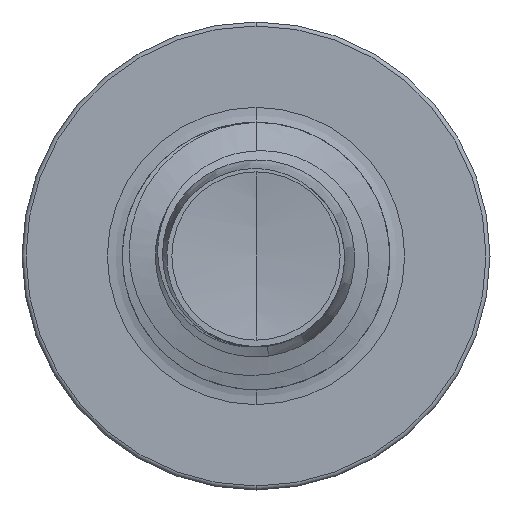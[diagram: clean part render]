
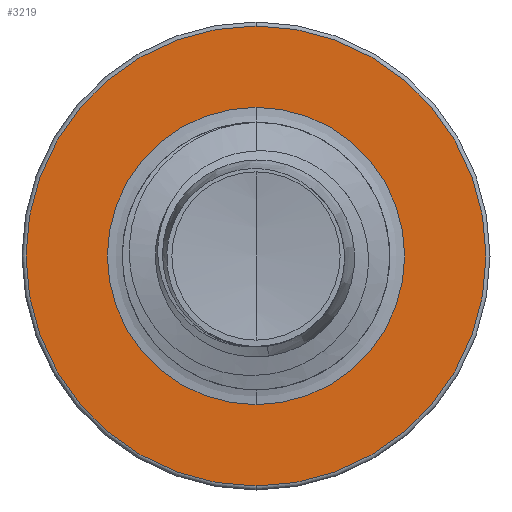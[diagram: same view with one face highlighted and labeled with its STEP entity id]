
A CAD part, front view. The second image highlights one B-rep face of the part: STEP entity #3219.
In plain terms, the highlighted planar face has unit normal (0, -1, 0).
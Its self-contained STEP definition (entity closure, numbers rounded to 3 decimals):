
#868 = CARTESIAN_POINT ( 'NONE',  ( 0., 4.5, -1.72 ) ) ;
#1144 = ORIENTED_EDGE ( 'NONE', *, *, #16714, .F. ) ;
#1200 = DIRECTION ( 'NONE',  ( 0., 1., 0. ) ) ;
#1482 = AXIS2_PLACEMENT_3D ( 'NONE', #15741, #7778, #17008 ) ;
#1594 = ORIENTED_EDGE ( 'NONE', *, *, #14627, .T. ) ;
#2320 = AXIS2_PLACEMENT_3D ( 'NONE', #10620, #1200, #11962 ) ;
#2777 = VERTEX_POINT ( 'NONE', #9578 ) ;
#2797 = CARTESIAN_POINT ( 'NONE',  ( 0., 4.5, 1.112 ) ) ;
#3127 = FACE_BOUND ( 'NONE', #6937, .T. ) ;
#3219 = ADVANCED_FACE ( 'NONE', ( #14686, #3127 ), #8825, .F. ) ;
#3636 = ORIENTED_EDGE ( 'NONE', *, *, #13886, .F. ) ;
#4004 = DIRECTION ( 'NONE',  ( 0., 1., 0. ) ) ;
#4968 = AXIS2_PLACEMENT_3D ( 'NONE', #5970, #15611, #7597 ) ;
#5454 = AXIS2_PLACEMENT_3D ( 'NONE', #12830, #4004, #14127 ) ;
#5948 = CARTESIAN_POINT ( 'NONE',  ( 0., 4.5, 1.72 ) ) ;
#5970 = CARTESIAN_POINT ( 'NONE',  ( 0., 4.5, 0. ) ) ;
#6937 = EDGE_LOOP ( 'NONE', ( #8467, #1594 ) ) ;
#7136 = CIRCLE ( 'NONE', #4968, 1.112 ) ;
#7581 = VERTEX_POINT ( 'NONE', #868 ) ;
#7597 = DIRECTION ( 'NONE',  ( 0., 0., 1. ) ) ;
#7778 = DIRECTION ( 'NONE',  ( 0., 1., 0. ) ) ;
#8169 = VERTEX_POINT ( 'NONE', #5948 ) ;
#8304 = EDGE_LOOP ( 'NONE', ( #3636, #1144 ) ) ;
#8467 = ORIENTED_EDGE ( 'NONE', *, *, #16665, .T. ) ;
#8801 = DIRECTION ( 'NONE',  ( 0., 0., 1. ) ) ;
#8825 = PLANE ( 'NONE',  #11839 ) ;
#8920 = CARTESIAN_POINT ( 'NONE',  ( 0., 4.5, -1.112 ) ) ;
#8945 = DIRECTION ( 'NONE',  ( 0., 1., 0. ) ) ;
#9578 = CARTESIAN_POINT ( 'NONE',  ( 0., 4.5, -1.112 ) ) ;
#10584 = CIRCLE ( 'NONE', #1482, 1.72 ) ;
#10620 = CARTESIAN_POINT ( 'NONE',  ( 0., 4.5, 0. ) ) ;
#11839 = AXIS2_PLACEMENT_3D ( 'NONE', #8920, #8945, #8801 ) ;
#11962 = DIRECTION ( 'NONE',  ( 0., 0., 1. ) ) ;
#12830 = CARTESIAN_POINT ( 'NONE',  ( 0., 4.5, 0. ) ) ;
#13053 = CIRCLE ( 'NONE', #5454, 1.72 ) ;
#13886 = EDGE_CURVE ( 'NONE', #8169, #7581, #13053, .T. ) ;
#14127 = DIRECTION ( 'NONE',  ( 0., 0., 1. ) ) ;
#14627 = EDGE_CURVE ( 'NONE', #2777, #14884, #7136, .T. ) ;
#14686 = FACE_OUTER_BOUND ( 'NONE', #8304, .T. ) ;
#14884 = VERTEX_POINT ( 'NONE', #2797 ) ;
#15611 = DIRECTION ( 'NONE',  ( 0., 1., 0. ) ) ;
#15741 = CARTESIAN_POINT ( 'NONE',  ( 0., 4.5, 0. ) ) ;
#16665 = EDGE_CURVE ( 'NONE', #14884, #2777, #17846, .T. ) ;
#16714 = EDGE_CURVE ( 'NONE', #7581, #8169, #10584, .T. ) ;
#17008 = DIRECTION ( 'NONE',  ( 0., 0., 1. ) ) ;
#17846 = CIRCLE ( 'NONE', #2320, 1.112 ) ;
